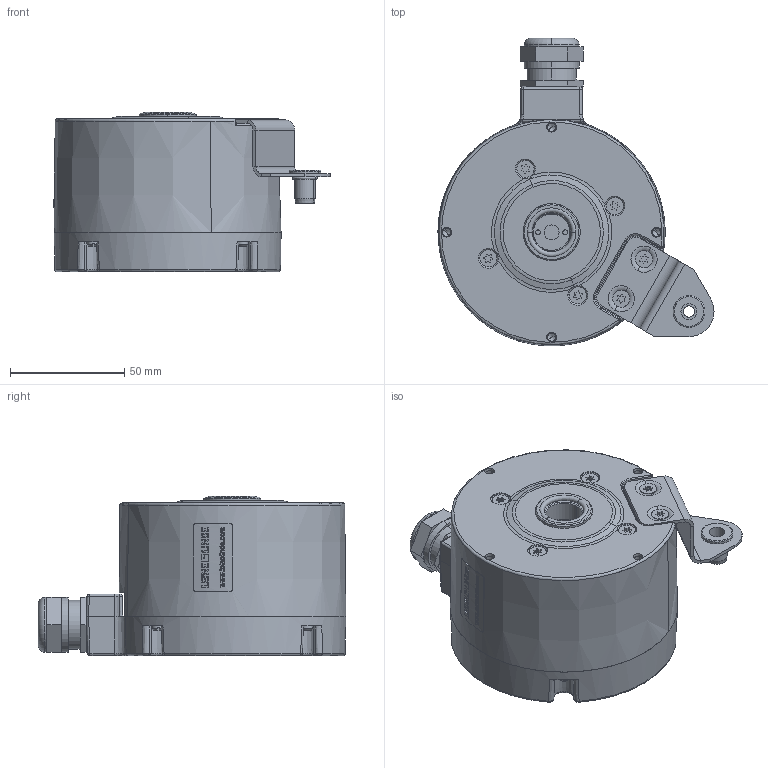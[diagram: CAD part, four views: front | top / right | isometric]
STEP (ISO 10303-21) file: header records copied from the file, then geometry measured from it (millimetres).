
FILE_DESCRIPTION((''),'2;1');
FILE_NAME('730261','2010-11-30T',('se2802'),(''),'PRO/ENGINEER BY PARAMETRIC TECHNOLOGY CORPORATION, 2010180','PRO/ENGINEER BY PARAMETRIC TECHNOLOGY CORPORATION, 2010180','');
FILE_SCHEMA(('CONFIG_CONTROL_DESIGN'));
Length unit declared in the file: millimetre
Products named in the file (1): 730261
Bounding box: 121.03 x 134.83 x 69.8 mm (x, y, z)
Volume: 243801.5 mm3; surface area: 99668.1 mm2
Topology: 2 solids, 3 shells, 1637 faces, 4155 edges, 2605 vertices
Faces by surface type: plane 503, extrusion 324, cylinder 316, cone 235, torus 121, bspline 108, sphere 30
Entity records: 59841 total; most frequent: CARTESIAN_POINT 22697, ORIENTED_EDGE 8266, DIRECTION 6669, EDGE_CURVE 4133, VERTEX_POINT 2605, AXIS2_PLACEMENT_3D 2387, VECTOR 1895, EDGE_LOOP 1758
